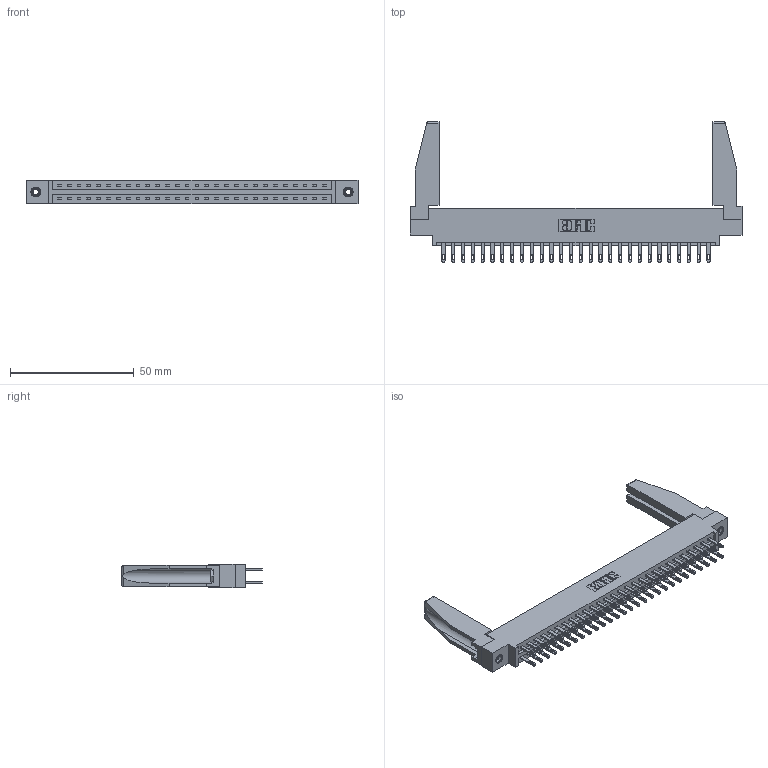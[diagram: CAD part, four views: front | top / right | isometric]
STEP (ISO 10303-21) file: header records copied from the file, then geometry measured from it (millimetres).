
FILE_DESCRIPTION (( 'STEP AP203' ), '1' );
FILE_NAME ('337-056-500-878.STEP', '2019-10-11T19:32:16', ( '' ), ( '' ), 'SwSTEP 2.0', 'SolidWorks 2016', '' );
FILE_SCHEMA (( 'CONFIG_CONTROL_DESIGN' ));
Length unit declared in the file: inch
Products named in the file (5): 307-220-078; 337 Part_0.170 Offset - 0.156 Dia-TI; 345-292-001_345-293-100; 337-056-500-878; 345-250-001_345-250-001-102
Assembly tree (61 placements, depth 2):
  337-056-500-878
    337 Part_0.170 Offset - 0.156 Dia-TI
    345-292-001_345-293-100  x56
    345-250-001_345-250-001-102  x2
    307-220-078  x2
Bounding box: 133.96 x 56.65 x 9.4 mm (x, y, z)
Volume: 17978.3 mm3; surface area: 20233.7 mm2
Topology: 61 solids, 61 shells, 3048 faces, 9221 edges, 6138 vertices
Faces by surface type: plane 1950, cylinder 1082, cone 12, torus 4
Entity records: 26022 total; most frequent: CARTESIAN_POINT 4396, ORIENTED_EDGE 4288, DIRECTION 3772, EDGE_CURVE 2144, VECTOR 1974, LINE 1974, VERTEX_POINT 1424, AXIS2_PLACEMENT_3D 899
